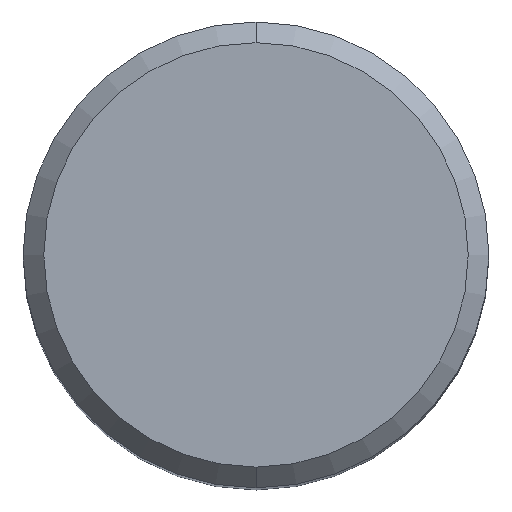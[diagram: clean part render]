
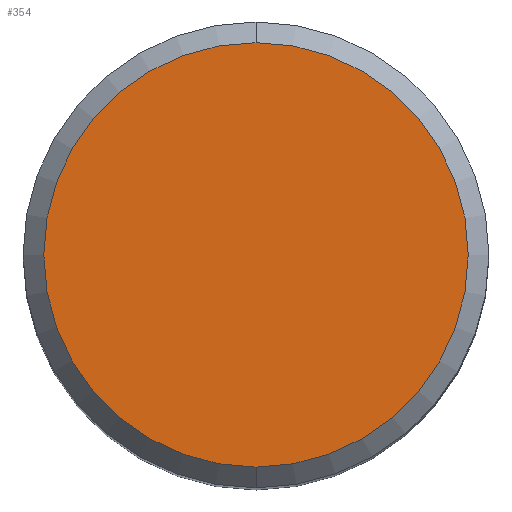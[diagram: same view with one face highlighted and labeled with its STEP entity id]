
A CAD part, top view. The second image highlights one B-rep face of the part: STEP entity #354.
In plain terms, the highlighted planar face has unit normal (0, 0, 1).
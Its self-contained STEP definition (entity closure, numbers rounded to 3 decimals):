
#210=EDGE_CURVE('',#270,#364,#519,.T.);
#270=VERTEX_POINT('',#585);
#276=EDGE_CURVE('',#364,#270,#591,.T.);
#354=ADVANCED_FACE('',(#676),#677,.T.);
#364=VERTEX_POINT('',#687);
#519=CIRCLE('',#878,8.2);
#585=CARTESIAN_POINT('',(0.,-8.2,0.0));
#591=CIRCLE('',#1007,8.2);
#676=FACE_OUTER_BOUND('',#1251,.T.);
#677=PLANE('',#1252);
#687=CARTESIAN_POINT('',(0.0,8.2,0.0));
#878=AXIS2_PLACEMENT_3D('',#1560,#1561,#1562);
#1007=AXIS2_PLACEMENT_3D('',#1629,#1630,#1631);
#1251=EDGE_LOOP('',(#1723,#1724));
#1252=AXIS2_PLACEMENT_3D('',#1725,#1726,#1727);
#1560=CARTESIAN_POINT('',(0.0,0.0,0.0));
#1561=DIRECTION('',(0.0,0.0,-1.0));
#1562=DIRECTION('',(0.0,1.0,0.0));
#1629=CARTESIAN_POINT('',(0.0,0.0,0.0));
#1630=DIRECTION('',(0.0,0.0,-1.0));
#1631=DIRECTION('',(0.0,1.0,0.0));
#1723=ORIENTED_EDGE('',*,*,#276,.F.);
#1724=ORIENTED_EDGE('',*,*,#210,.F.);
#1725=CARTESIAN_POINT('',(0.0,4.1,0.0));
#1726=DIRECTION('',(-0.0,0.0,1.0));
#1727=DIRECTION('',(0.0,-1.0,0.0));
